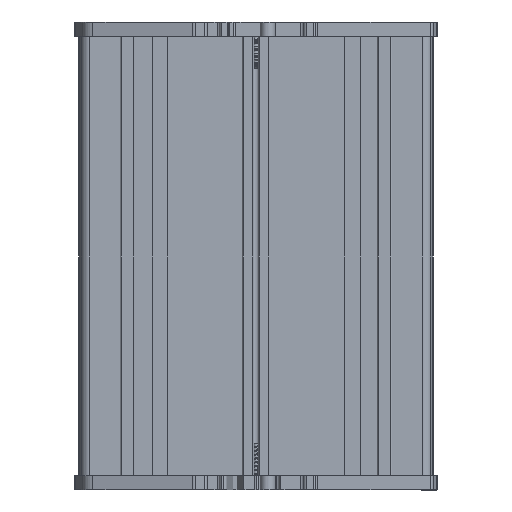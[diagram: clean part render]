
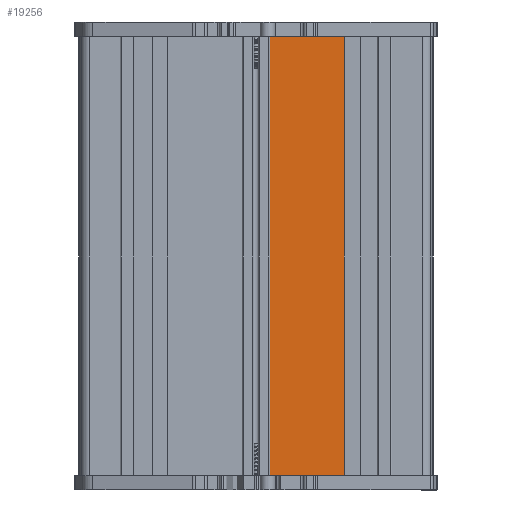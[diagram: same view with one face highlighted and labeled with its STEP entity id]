
A CAD part, left-side view. The second image highlights one B-rep face of the part: STEP entity #19256.
In plain terms, the highlighted planar face has unit normal (-1, 0, 0).
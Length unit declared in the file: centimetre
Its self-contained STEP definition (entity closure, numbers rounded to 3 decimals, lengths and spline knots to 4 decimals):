
#527=PLANE('',#20324);
#1111=VECTOR('',#22309,1.);
#1113=VECTOR('',#22312,1.);
#1114=VECTOR('',#22313,1.);
#1115=VECTOR('',#22314,1.);
#3115=LINE('',#27639,#1111);
#3117=LINE('',#27643,#1113);
#3118=LINE('',#27645,#1114);
#3119=LINE('',#27647,#1115);
#5117=VERTEX_POINT('',#27638);
#5118=VERTEX_POINT('',#27640);
#5119=VERTEX_POINT('',#27644);
#5120=VERTEX_POINT('',#27646);
#7994=EDGE_CURVE('',#5118,#5117,#3115,.T.);
#7996=EDGE_CURVE('',#5117,#5119,#3117,.T.);
#7997=EDGE_CURVE('',#5120,#5119,#3118,.T.);
#7998=EDGE_CURVE('',#5120,#5118,#3119,.T.);
#11041=ORIENTED_EDGE('',*,*,#7996,.T.);
#11042=ORIENTED_EDGE('',*,*,#7997,.F.);
#11043=ORIENTED_EDGE('',*,*,#7998,.T.);
#11044=ORIENTED_EDGE('',*,*,#7994,.T.);
#17068=EDGE_LOOP('',(#11041,#11042,#11043,#11044));
#18162=FACE_BOUND('',#17068,.T.);
#19256=ADVANCED_FACE('',(#18162),#527,.T.);
#20324=AXIS2_PLACEMENT_3D('',#27642,#22311,$);
#22309=DIRECTION('',(0.,0.,1.));
#22311=DIRECTION('',(-1.,0.,0.));
#22312=DIRECTION('',(0.,1.,0.));
#22313=DIRECTION('',(0.,0.,1.));
#22314=DIRECTION('',(0.,-1.,0.));
#27638=CARTESIAN_POINT('',(0.4815,3.2255,15.6));
#27639=CARTESIAN_POINT('',(0.4815,3.2255,0.));
#27640=CARTESIAN_POINT('',(0.4815,3.2255,0.));
#27642=CARTESIAN_POINT('',(0.4815,4.5855,0.));
#27643=CARTESIAN_POINT('',(0.4815,5.9455,15.6));
#27644=CARTESIAN_POINT('',(0.4815,5.9455,15.6));
#27645=CARTESIAN_POINT('',(0.4815,5.9455,0.));
#27646=CARTESIAN_POINT('',(0.4815,5.9455,0.));
#27647=CARTESIAN_POINT('',(0.4815,5.9455,0.));
